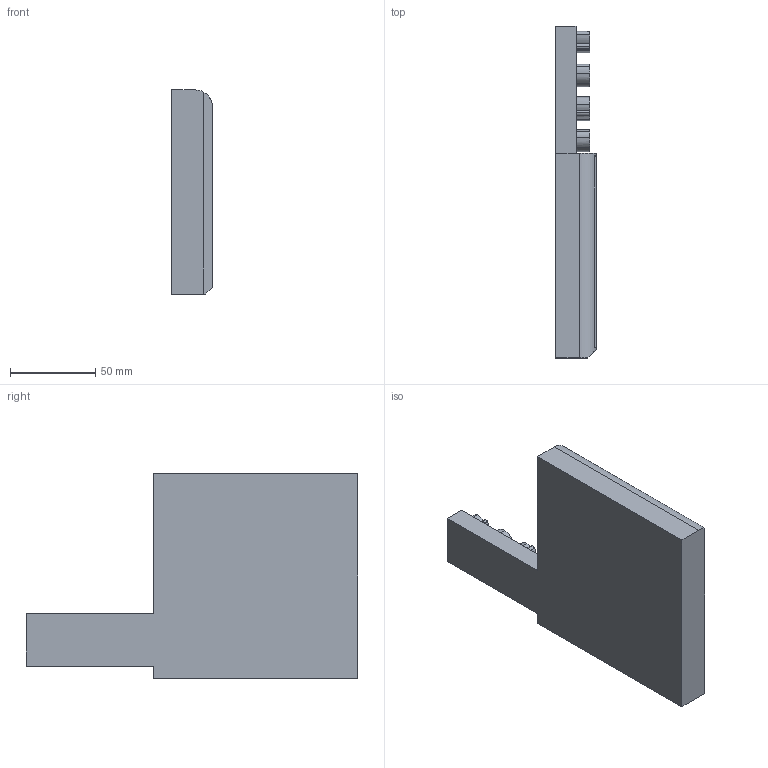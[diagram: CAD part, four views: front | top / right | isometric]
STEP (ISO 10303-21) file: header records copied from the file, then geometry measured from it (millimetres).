
FILE_DESCRIPTION(/* description */ (''),/* implementation_level */ '2;1');
FILE_NAME(/* name */ 'most best developer v3.stp',/* time_stamp */ '2025-09-12T00:18:12+02:00',/* author */ (''),/* organization */ (''),/* preprocessor_version */ 'ST-DEVELOPER v20.1',/* originating_system */ 'Autodesk Translation Framework v14.10.0.0',/* authorisation */ '');
FILE_SCHEMA (('AUTOMOTIVE_DESIGN { 1 0 10303 214 3 1 1 }'));
Length unit declared in the file: millimetre
Products named in the file (2): most best developer; Component1
Assembly tree (1 placements, depth 2):
  most best developer
    Component1
Bounding box: 24 x 195 x 120 mm (x, y, z)
Volume: 228516.2 mm3; surface area: 68473.7 mm2
Topology: 19 solids, 19 shells, 442 faces, 1212 edges, 808 vertices
Faces by surface type: bspline 348, plane 92, cone 1, cylinder 1
Entity records: 17310 total; most frequent: CARTESIAN_POINT 8420, ORIENTED_EDGE 2424, EDGE_CURVE 1212, VERTEX_POINT 808, DIRECTION 712, B_SPLINE_CURVE_WITH_KNOTS 700, LINE 506, VECTOR 506
